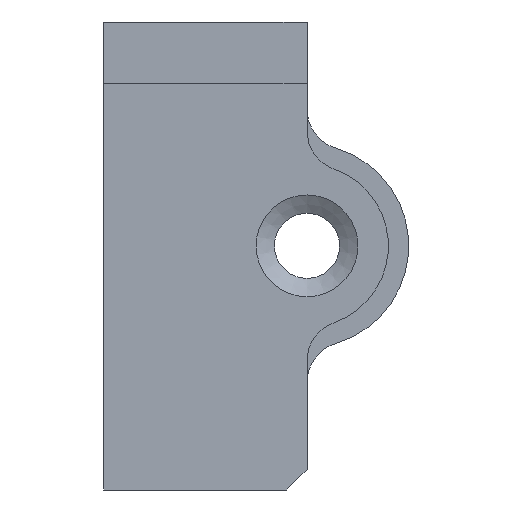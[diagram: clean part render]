
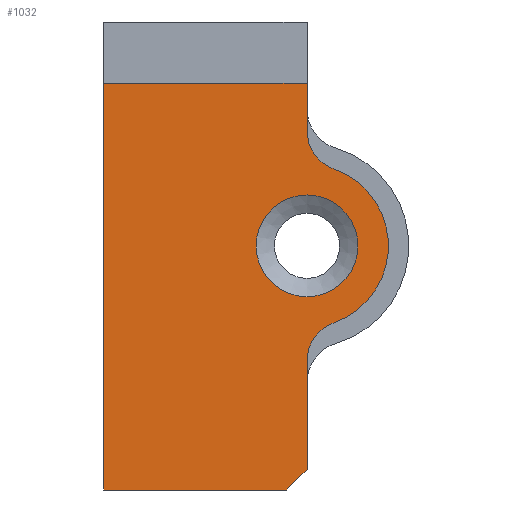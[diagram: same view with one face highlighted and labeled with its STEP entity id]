
A CAD part, front view. The second image highlights one B-rep face of the part: STEP entity #1032.
In plain terms, the highlighted planar face has unit normal (0, -1, 0).
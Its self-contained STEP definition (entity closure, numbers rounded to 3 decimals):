
#52=FACE_BOUND('',#229,.T.);
#80=CIRCLE('',#1092,2.5);
#81=CIRCLE('',#1093,2.5);
#94=CIRCLE('',#1111,2.);
#97=CIRCLE('',#1116,2.);
#128=CIRCLE('',#1168,4.);
#171=FACE_OUTER_BOUND('',#228,.T.);
#228=EDGE_LOOP('',(#884,#885,#886,#887,#888,#889,#890,#891,#892));
#229=EDGE_LOOP('',(#893,#894));
#263=LINE('',#1549,#343);
#279=LINE('',#1650,#359);
#288=LINE('',#1673,#368);
#316=LINE('',#1805,#396);
#317=LINE('',#1808,#397);
#318=LINE('',#1809,#398);
#343=VECTOR('',#1213,10.);
#359=VECTOR('',#1325,10.);
#368=VECTOR('',#1344,10.);
#396=VECTOR('',#1470,10.);
#397=VECTOR('',#1473,10.);
#398=VECTOR('',#1474,10.);
#421=VERTEX_POINT('',#1546);
#422=VERTEX_POINT('',#1548);
#441=VERTEX_POINT('',#1602);
#442=VERTEX_POINT('',#1603);
#455=VERTEX_POINT('',#1640);
#456=VERTEX_POINT('',#1641);
#459=VERTEX_POINT('',#1649);
#463=VERTEX_POINT('',#1658);
#464=VERTEX_POINT('',#1660);
#505=VERTEX_POINT('',#1804);
#506=VERTEX_POINT('',#1807);
#527=EDGE_CURVE('',#421,#422,#263,.T.);
#554=EDGE_CURVE('',#441,#442,#80,.T.);
#555=EDGE_CURVE('',#442,#441,#81,.T.);
#573=EDGE_CURVE('',#455,#456,#94,.T.);
#577=EDGE_CURVE('',#459,#456,#279,.T.);
#582=EDGE_CURVE('',#463,#464,#97,.T.);
#589=EDGE_CURVE('',#463,#422,#288,.T.);
#648=EDGE_CURVE('',#459,#505,#316,.T.);
#649=EDGE_CURVE('',#455,#464,#128,.T.);
#650=EDGE_CURVE('',#506,#421,#317,.T.);
#651=EDGE_CURVE('',#506,#505,#318,.T.);
#884=ORIENTED_EDGE('',*,*,#648,.F.);
#885=ORIENTED_EDGE('',*,*,#577,.T.);
#886=ORIENTED_EDGE('',*,*,#573,.F.);
#887=ORIENTED_EDGE('',*,*,#649,.T.);
#888=ORIENTED_EDGE('',*,*,#582,.F.);
#889=ORIENTED_EDGE('',*,*,#589,.T.);
#890=ORIENTED_EDGE('',*,*,#527,.F.);
#891=ORIENTED_EDGE('',*,*,#650,.F.);
#892=ORIENTED_EDGE('',*,*,#651,.T.);
#893=ORIENTED_EDGE('',*,*,#554,.T.);
#894=ORIENTED_EDGE('',*,*,#555,.T.);
#984=PLANE('',#1167);
#1032=ADVANCED_FACE('',(#171,#52),#984,.T.);
#1092=AXIS2_PLACEMENT_3D('',#1604,#1274,#1275);
#1093=AXIS2_PLACEMENT_3D('',#1605,#1276,#1277);
#1111=AXIS2_PLACEMENT_3D('',#1642,#1317,#1318);
#1116=AXIS2_PLACEMENT_3D('',#1661,#1333,#1334);
#1167=AXIS2_PLACEMENT_3D('',#1803,#1468,#1469);
#1168=AXIS2_PLACEMENT_3D('',#1806,#1471,#1472);
#1213=DIRECTION('',(1.,0.,0.));
#1274=DIRECTION('center_axis',(0.,1.,0.));
#1275=DIRECTION('ref_axis',(0.,0.,-1.));
#1276=DIRECTION('center_axis',(0.,1.,0.));
#1277=DIRECTION('ref_axis',(0.,0.,-1.));
#1317=DIRECTION('center_axis',(0.,-1.,0.));
#1318=DIRECTION('ref_axis',(-0.816,0.,0.577));
#1325=DIRECTION('',(0.,0.,1.));
#1333=DIRECTION('center_axis',(0.,-1.,0.));
#1334=DIRECTION('ref_axis',(-0.816,0.,-0.577));
#1344=DIRECTION('',(0.,0.,1.));
#1468=DIRECTION('center_axis',(0.,-1.,0.));
#1469=DIRECTION('ref_axis',(1.,0.,0.));
#1470=DIRECTION('',(-0.707,0.,-0.707));
#1471=DIRECTION('center_axis',(0.,-1.,0.));
#1472=DIRECTION('ref_axis',(1.,0.,0.));
#1473=DIRECTION('',(0.,0.,1.));
#1474=DIRECTION('',(1.,0.,0.));
#1546=CARTESIAN_POINT('',(0.,0.,0.));
#1548=CARTESIAN_POINT('',(10.,0.,0.));
#1549=CARTESIAN_POINT('',(5.,0.,0.));
#1602=CARTESIAN_POINT('',(10.,0.,-10.5));
#1603=CARTESIAN_POINT('',(10.,0.,-5.5));
#1604=CARTESIAN_POINT('Origin',(10.,0.,-8.));
#1605=CARTESIAN_POINT('Origin',(10.,0.,-8.));
#1640=CARTESIAN_POINT('',(11.333,0.,-11.771));
#1641=CARTESIAN_POINT('',(10.,0.,-13.657));
#1642=CARTESIAN_POINT('Origin',(12.,0.,-13.657));
#1649=CARTESIAN_POINT('',(10.,0.,-19.));
#1650=CARTESIAN_POINT('',(10.,0.,-10.));
#1658=CARTESIAN_POINT('',(10.,0.,-2.343));
#1660=CARTESIAN_POINT('',(11.333,0.,-4.229));
#1661=CARTESIAN_POINT('Origin',(12.,0.,-2.343));
#1673=CARTESIAN_POINT('',(10.,0.,-1.75));
#1803=CARTESIAN_POINT('Origin',(10.,0.,-8.));
#1804=CARTESIAN_POINT('',(9.,0.,-20.));
#1805=CARTESIAN_POINT('',(12.5,0.,-16.5));
#1806=CARTESIAN_POINT('Origin',(10.,0.,-8.));
#1807=CARTESIAN_POINT('',(0.,0.,-20.));
#1808=CARTESIAN_POINT('',(0.,0.,-10.));
#1809=CARTESIAN_POINT('',(5.,0.,-20.));
